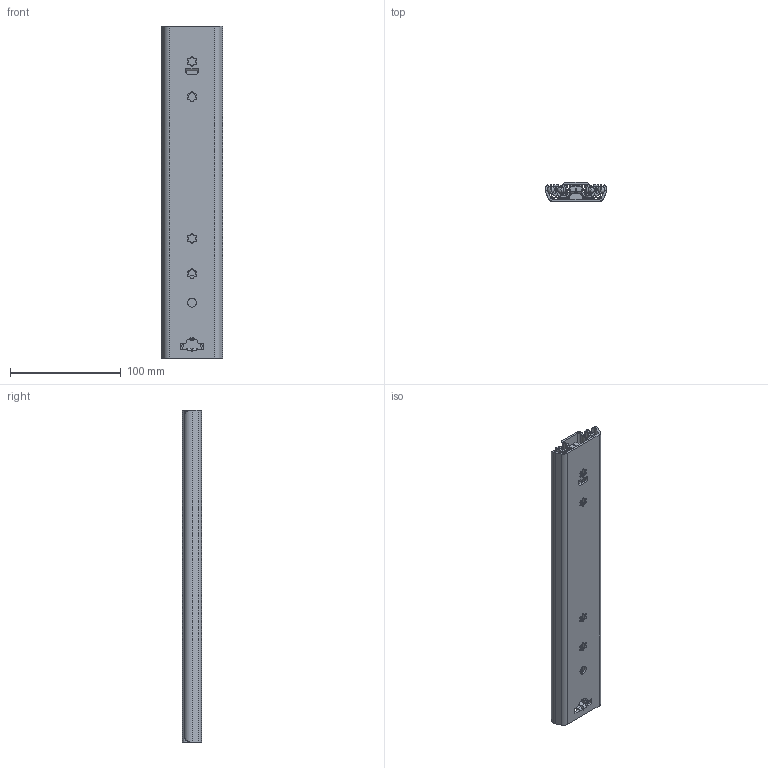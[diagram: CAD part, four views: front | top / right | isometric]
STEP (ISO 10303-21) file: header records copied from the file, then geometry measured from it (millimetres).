
FILE_DESCRIPTION((''),'2;1');
FILE_NAME('112-S21_ASM','2015-05-07T',('w.jans'),(''),'PRO/ENGINEER BY PARAMETRIC TECHNOLOGY CORPORATION, 2003450','PRO/ENGINEER BY PARAMETRIC TECHNOLOGY CORPORATION, 2003450','');
FILE_SCHEMA(('CONFIG_CONTROL_DESIGN'));
Length unit declared in the file: millimetre
Products named in the file (25): 112-S21-SKEL; 511-12-S21-HD_AF0; 511-12-S21-HD_ASM; 515-6XX-12-S21; 911-074; 515-6XX-12-S21_ASM; 512-12-S21-UA2; 512-12-S21-UA2_ASM; 515-7XX-12-S21_AF0; 911-075_AF0; 911-075_AF1; 911-075_AF2; 911-075_AF3; 911-075_AF4; 911-075_AF5; 911-075_AF6; 911-075_AF7; 911-075_AF8; 911-075_AF9; 911-075_AF10; 911-075_AF11; 515-7XX-12-S21_ASM; 513-12-S21-U3; 513-12-S21-U3_ASM; 112-S21_ASM
Assembly tree (41 placements, depth 3):
  112-S21_ASM
    112-S21-SKEL
    511-12-S21-HD_ASM
      511-12-S21-HD_AF0
    515-6XX-12-S21_ASM
      515-6XX-12-S21
      911-074  x18
    512-12-S21-UA2_ASM
      512-12-S21-UA2
    515-7XX-12-S21_ASM
      515-7XX-12-S21_AF0
      911-075_AF0
      911-075_AF1
      911-075_AF2
      911-075_AF3
      911-075_AF4
      911-075_AF5
      911-075_AF6
      911-075_AF7
      911-075_AF8
      911-075_AF9
      911-075_AF10
      911-075_AF11
    513-12-S21-U3_ASM
      513-12-S21-U3
Bounding box: 55.8 x 17.2 x 300 mm (x, y, z)
Volume: 106622.5 mm3; surface area: 143940 mm2
Topology: 35 solids, 35 shells, 1109 faces, 3188 edges, 2020 vertices
Faces by surface type: plane 541, cylinder 454, sphere 60, cone 42, bspline 8, torus 4
Entity records: 38966 total; most frequent: CARTESIAN_POINT 10076, ORIENTED_EDGE 6068, DIRECTION 5944, EDGE_CURVE 3034, AXIS2_PLACEMENT_3D 2057, VERTEX_POINT 1986, VECTOR 1830, LINE 1830
